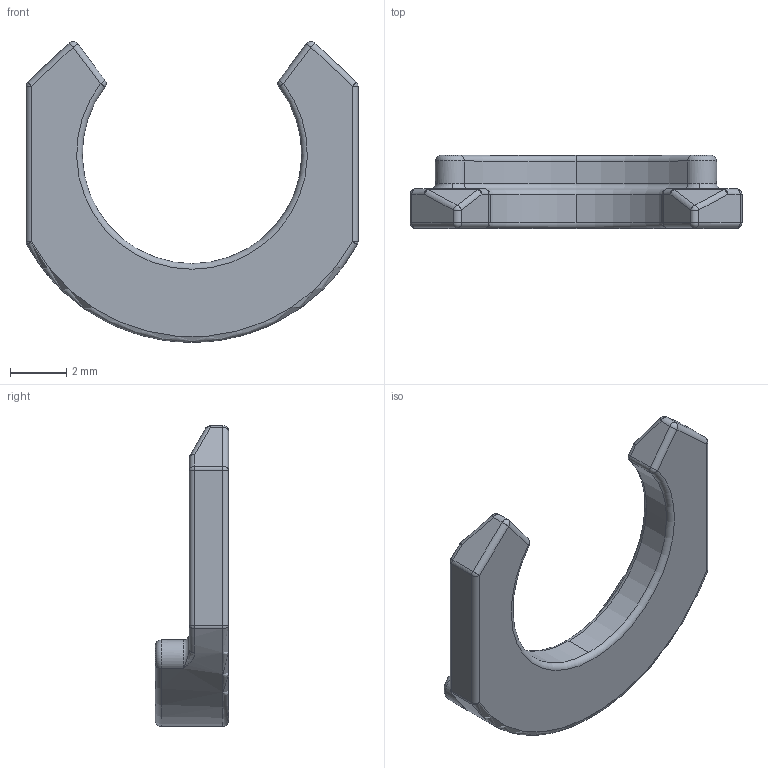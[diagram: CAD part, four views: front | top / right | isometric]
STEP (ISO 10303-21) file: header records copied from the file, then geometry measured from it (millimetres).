
FILE_DESCRIPTION (( 'STEP AP203' ), '1' );
FILE_NAME ('2137-A.STEP', '2015-11-23T18:29:33', ( '' ), ( '' ), 'SwSTEP 2.0', 'SolidWorks 2015', '' );
FILE_SCHEMA (( 'CONFIG_CONTROL_DESIGN' ));
Length unit declared in the file: millimetre
Products named in the file (1): 2137-A
Bounding box: 11.8 x 2.6 x 10.69 mm (x, y, z)
Volume: 96.9 mm3; surface area: 206.5 mm2
Topology: 1 solids, 1 shells, 83 faces, 191 edges, 90 vertices
Faces by surface type: cylinder 34, sphere 20, torus 16, plane 11, bspline 2
Entity records: 2276 total; most frequent: DIRECTION 439, CARTESIAN_POINT 403, ORIENTED_EDGE 342, AXIS2_PLACEMENT_3D 190, EDGE_CURVE 171, CIRCLE 108, VERTEX_POINT 90, FACE_OUTER_BOUND 83
